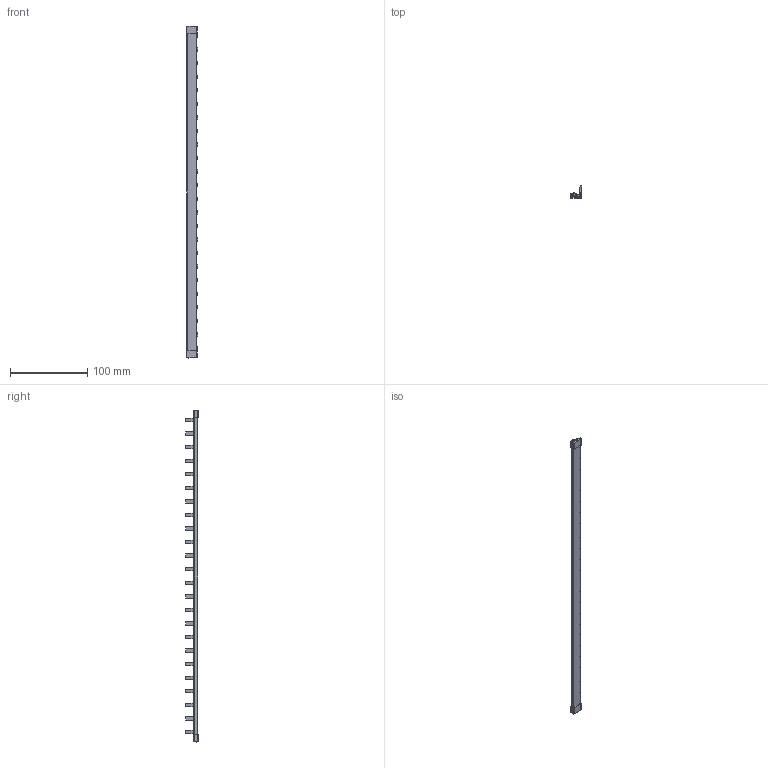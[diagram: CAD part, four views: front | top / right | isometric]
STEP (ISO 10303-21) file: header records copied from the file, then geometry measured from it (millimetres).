
FILE_DESCRIPTION (( 'STEP AP203' ), '1' );
FILE_NAME ('Monofaze Müþterek W Otomat Barasý - 24 Modül-- ONKA - 3013.STEP', '2019-02-22T13:33:04', ( '' ), ( '' ), 'SwSTEP 2.0', 'SolidWorks 2011', '' );
FILE_SCHEMA (( 'CONFIG_CONTROL_DESIGN' ));
Length unit declared in the file: millimetre
Products named in the file (1): Monofaze Müþterek W Otomat Barasý - 24 Modül-- ONKA - 3013
Bounding box: 14.83 x 15.93 x 430.8 mm (x, y, z)
Volume: 22730.5 mm3; surface area: 20079.8 mm2
Topology: 1 solids, 1 shells, 1081 faces, 3168 edges, 2101 vertices
Faces by surface type: plane 973, cylinder 80, bspline 28
Entity records: 36807 total; most frequent: CARTESIAN_POINT 8077, ORIENTED_EDGE 6336, DIRECTION 5377, EDGE_CURVE 3168, LINE 2955, VECTOR 2955, VERTEX_POINT 2101, AXIS2_PLACEMENT_3D 1211
